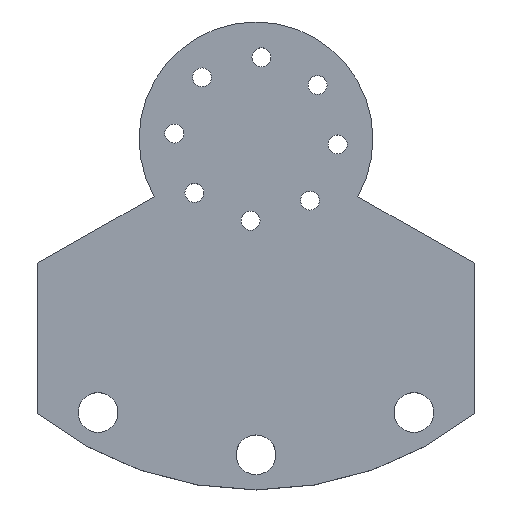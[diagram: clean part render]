
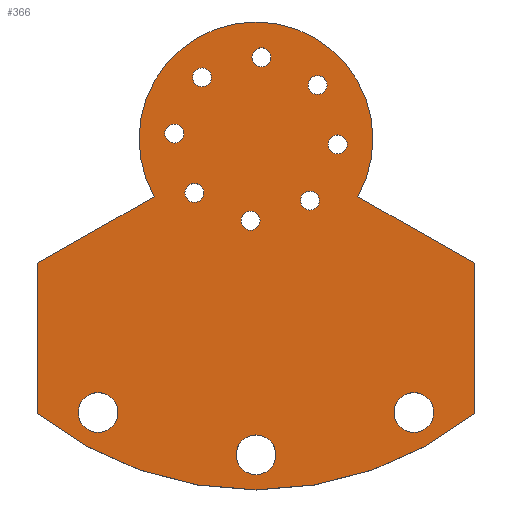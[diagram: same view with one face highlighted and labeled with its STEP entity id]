
A CAD part, top view. The second image highlights one B-rep face of the part: STEP entity #366.
In plain terms, the highlighted planar face has unit normal (0, 0, 1).
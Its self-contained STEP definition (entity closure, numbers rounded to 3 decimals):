
#29=FACE_BOUND('',#86,.T.);
#30=FACE_BOUND('',#87,.T.);
#31=FACE_BOUND('',#88,.T.);
#32=FACE_BOUND('',#89,.T.);
#33=FACE_BOUND('',#90,.T.);
#34=FACE_BOUND('',#91,.T.);
#35=FACE_BOUND('',#92,.T.);
#36=FACE_BOUND('',#93,.T.);
#37=FACE_BOUND('',#94,.T.);
#38=FACE_BOUND('',#95,.T.);
#39=FACE_BOUND('',#96,.T.);
#64=FACE_OUTER_BOUND('',#85,.T.);
#85=EDGE_LOOP('',(#275,#276,#277,#278,#279,#280));
#86=EDGE_LOOP('',(#281));
#87=EDGE_LOOP('',(#282));
#88=EDGE_LOOP('',(#283));
#89=EDGE_LOOP('',(#284));
#90=EDGE_LOOP('',(#285));
#91=EDGE_LOOP('',(#286));
#92=EDGE_LOOP('',(#287));
#93=EDGE_LOOP('',(#288));
#94=EDGE_LOOP('',(#289));
#95=EDGE_LOOP('',(#290));
#96=EDGE_LOOP('',(#291));
#141=CIRCLE('',#390,10.);
#142=CIRCLE('',#391,30.);
#143=CIRCLE('',#392,1.7);
#144=CIRCLE('',#393,1.7);
#145=CIRCLE('',#394,1.7);
#146=CIRCLE('',#395,0.812);
#147=CIRCLE('',#396,0.812);
#148=CIRCLE('',#397,0.812);
#149=CIRCLE('',#398,0.812);
#150=CIRCLE('',#399,0.812);
#151=CIRCLE('',#400,0.812);
#152=CIRCLE('',#401,0.812);
#153=CIRCLE('',#402,0.812);
#169=LINE('',#556,#183);
#170=LINE('',#560,#184);
#171=LINE('',#562,#185);
#172=LINE('',#565,#186);
#183=VECTOR('',#442,10.);
#184=VECTOR('',#445,10.);
#185=VECTOR('',#446,10.);
#186=VECTOR('',#449,10.);
#197=VERTEX_POINT('',#554);
#198=VERTEX_POINT('',#555);
#199=VERTEX_POINT('',#557);
#200=VERTEX_POINT('',#559);
#201=VERTEX_POINT('',#561);
#202=VERTEX_POINT('',#563);
#203=VERTEX_POINT('',#566);
#204=VERTEX_POINT('',#568);
#205=VERTEX_POINT('',#570);
#206=VERTEX_POINT('',#572);
#207=VERTEX_POINT('',#574);
#208=VERTEX_POINT('',#576);
#209=VERTEX_POINT('',#578);
#210=VERTEX_POINT('',#580);
#211=VERTEX_POINT('',#582);
#212=VERTEX_POINT('',#584);
#213=VERTEX_POINT('',#586);
#233=EDGE_CURVE('',#197,#198,#169,.T.);
#234=EDGE_CURVE('',#199,#197,#141,.T.);
#235=EDGE_CURVE('',#200,#199,#170,.T.);
#236=EDGE_CURVE('',#201,#200,#171,.T.);
#237=EDGE_CURVE('',#202,#201,#142,.T.);
#238=EDGE_CURVE('',#198,#202,#172,.T.);
#239=EDGE_CURVE('',#203,#203,#143,.T.);
#240=EDGE_CURVE('',#204,#204,#144,.T.);
#241=EDGE_CURVE('',#205,#205,#145,.T.);
#242=EDGE_CURVE('',#206,#206,#146,.T.);
#243=EDGE_CURVE('',#207,#207,#147,.T.);
#244=EDGE_CURVE('',#208,#208,#148,.T.);
#245=EDGE_CURVE('',#209,#209,#149,.T.);
#246=EDGE_CURVE('',#210,#210,#150,.T.);
#247=EDGE_CURVE('',#211,#211,#151,.T.);
#248=EDGE_CURVE('',#212,#212,#152,.T.);
#249=EDGE_CURVE('',#213,#213,#153,.T.);
#275=ORIENTED_EDGE('',*,*,#233,.F.);
#276=ORIENTED_EDGE('',*,*,#234,.F.);
#277=ORIENTED_EDGE('',*,*,#235,.F.);
#278=ORIENTED_EDGE('',*,*,#236,.F.);
#279=ORIENTED_EDGE('',*,*,#237,.F.);
#280=ORIENTED_EDGE('',*,*,#238,.F.);
#281=ORIENTED_EDGE('',*,*,#239,.F.);
#282=ORIENTED_EDGE('',*,*,#240,.F.);
#283=ORIENTED_EDGE('',*,*,#241,.F.);
#284=ORIENTED_EDGE('',*,*,#242,.F.);
#285=ORIENTED_EDGE('',*,*,#243,.F.);
#286=ORIENTED_EDGE('',*,*,#244,.F.);
#287=ORIENTED_EDGE('',*,*,#245,.F.);
#288=ORIENTED_EDGE('',*,*,#246,.F.);
#289=ORIENTED_EDGE('',*,*,#247,.F.);
#290=ORIENTED_EDGE('',*,*,#248,.F.);
#291=ORIENTED_EDGE('',*,*,#249,.F.);
#359=PLANE('',#389);
#366=ADVANCED_FACE('',(#64,#29,#30,#31,#32,#33,#34,#35,#36,#37,#38,#39),
#359,.T.);
#389=AXIS2_PLACEMENT_3D('',#553,#440,#441);
#390=AXIS2_PLACEMENT_3D('',#558,#443,#444);
#391=AXIS2_PLACEMENT_3D('',#564,#447,#448);
#392=AXIS2_PLACEMENT_3D('',#567,#450,#451);
#393=AXIS2_PLACEMENT_3D('',#569,#452,#453);
#394=AXIS2_PLACEMENT_3D('',#571,#454,#455);
#395=AXIS2_PLACEMENT_3D('',#573,#456,#457);
#396=AXIS2_PLACEMENT_3D('',#575,#458,#459);
#397=AXIS2_PLACEMENT_3D('',#577,#460,#461);
#398=AXIS2_PLACEMENT_3D('',#579,#462,#463);
#399=AXIS2_PLACEMENT_3D('',#581,#464,#465);
#400=AXIS2_PLACEMENT_3D('',#583,#466,#467);
#401=AXIS2_PLACEMENT_3D('',#585,#468,#469);
#402=AXIS2_PLACEMENT_3D('',#587,#470,#471);
#440=DIRECTION('center_axis',(0.,0.,
1.));
#441=DIRECTION('ref_axis',(1.,0.,0.));
#442=DIRECTION('',(0.87,-0.494,0.));
#443=DIRECTION('center_axis',(0.,0.,
-1.));
#444=DIRECTION('ref_axis',(1.,0.,0.));
#445=DIRECTION('',(0.87,0.494,0.));
#446=DIRECTION('',(0.,1.,0.));
#447=DIRECTION('center_axis',(0.,0.,
-1.));
#448=DIRECTION('ref_axis',(1.,0.,0.));
#449=DIRECTION('',(0.,-1.,0.));
#450=DIRECTION('center_axis',(0.,0.,
1.));
#451=DIRECTION('ref_axis',(1.,0.,0.));
#452=DIRECTION('center_axis',(0.,0.,
1.));
#453=DIRECTION('ref_axis',(1.,0.,0.));
#454=DIRECTION('center_axis',(0.,0.,
1.));
#455=DIRECTION('ref_axis',(1.,0.,0.));
#456=DIRECTION('center_axis',(0.,0.,
1.));
#457=DIRECTION('ref_axis',(1.,0.,0.));
#458=DIRECTION('center_axis',(0.,0.,
1.));
#459=DIRECTION('ref_axis',(1.,0.,0.));
#460=DIRECTION('center_axis',(0.,0.,
1.));
#461=DIRECTION('ref_axis',(1.,0.,0.));
#462=DIRECTION('center_axis',(0.,0.,
1.));
#463=DIRECTION('ref_axis',(1.,0.,0.));
#464=DIRECTION('center_axis',(0.,0.,
1.));
#465=DIRECTION('ref_axis',(1.,0.,0.));
#466=DIRECTION('center_axis',(0.,0.,
1.));
#467=DIRECTION('ref_axis',(1.,0.,0.));
#468=DIRECTION('center_axis',(0.,0.,
1.));
#469=DIRECTION('ref_axis',(1.,0.,0.));
#470=DIRECTION('center_axis',(0.,0.,
1.));
#471=DIRECTION('ref_axis',(1.,0.,0.));
#553=CARTESIAN_POINT('Origin',(0.,-9.629,
41.));
#554=CARTESIAN_POINT('',(8.697,-4.936,41.));
#555=CARTESIAN_POINT('',(18.699,-10.612,41.));
#556=CARTESIAN_POINT('',(11.416,-6.479,41.));
#557=CARTESIAN_POINT('',(-8.697,-4.936,41.));
#558=CARTESIAN_POINT('Origin',(0.,0.,
41.));
#559=CARTESIAN_POINT('',(-18.699,-10.612,41.));
#560=CARTESIAN_POINT('',(-6.415,-3.641,41.));
#561=CARTESIAN_POINT('',(-18.699,-23.46,41.));
#562=CARTESIAN_POINT('',(-18.699,-10.12,41.));
#563=CARTESIAN_POINT('',(18.699,-23.46,41.));
#564=CARTESIAN_POINT('Origin',(0.,0.,
41.));
#565=CARTESIAN_POINT('',(18.699,-16.067,41.));
#566=CARTESIAN_POINT('',(1.7,-27.,41.));
#567=CARTESIAN_POINT('Origin',(0.,-27.,41.));
#568=CARTESIAN_POINT('',(-11.8,-23.383,41.));
#569=CARTESIAN_POINT('Origin',(-13.5,-23.383,41.));
#570=CARTESIAN_POINT('',(15.2,-23.383,41.));
#571=CARTESIAN_POINT('Origin',(13.5,-23.383,41.));
#572=CARTESIAN_POINT('',(-1.276,-6.985,41.));
#573=CARTESIAN_POINT('Origin',(-0.465,-6.985,41.));
#574=CARTESIAN_POINT('',(-6.079,-4.61,41.));
#575=CARTESIAN_POINT('Origin',(-5.267,-4.61,41.));
#576=CARTESIAN_POINT('',(-5.422,5.267,41.));
#577=CARTESIAN_POINT('Origin',(-4.61,5.267,41.));
#578=CARTESIAN_POINT('',(3.799,-5.267,41.));
#579=CARTESIAN_POINT('Origin',(4.61,-5.267,41.));
#580=CARTESIAN_POINT('',(4.456,4.61,41.));
#581=CARTESIAN_POINT('Origin',(5.267,4.61,41.));
#582=CARTESIAN_POINT('',(-7.796,0.465,41.));
#583=CARTESIAN_POINT('Origin',(-6.985,0.465,41.));
#584=CARTESIAN_POINT('',(6.173,-0.465,41.));
#585=CARTESIAN_POINT('Origin',(6.985,-0.465,41.));
#586=CARTESIAN_POINT('',(-0.347,6.985,41.));
#587=CARTESIAN_POINT('Origin',(0.465,6.985,41.));
